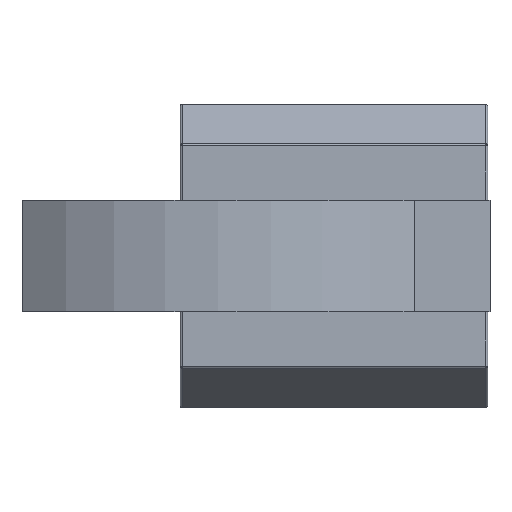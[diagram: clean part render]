
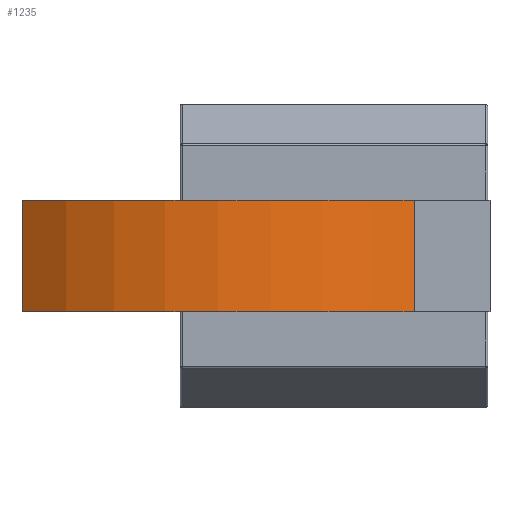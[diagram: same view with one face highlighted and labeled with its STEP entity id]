
A CAD part, front view. The second image highlights one B-rep face of the part: STEP entity #1235.
In plain terms, the highlighted cylindrical face has radius 13.857 mm (diameter 27.714 mm), a partial arc.
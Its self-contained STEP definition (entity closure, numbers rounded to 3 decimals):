
#127 = CARTESIAN_POINT ( 'NONE',  ( -20.896, 0.008, -6.9 ) ) ;
#128 = DIRECTION ( 'NONE',  ( 0., 0., 1. ) ) ;
#153 = ORIENTED_EDGE ( 'NONE', *, *, #575, .F. ) ;
#159 = ORIENTED_EDGE ( 'NONE', *, *, #481, .T. ) ;
#160 = ORIENTED_EDGE ( 'NONE', *, *, #561, .F. ) ;
#221 = VERTEX_POINT ( 'NONE', #309 ) ;
#223 = VERTEX_POINT ( 'NONE', #311 ) ;
#226 = VERTEX_POINT ( 'NONE', #314 ) ;
#227 = VERTEX_POINT ( 'NONE', #315 ) ;
#309 = CARTESIAN_POINT ( 'NONE',  ( -20.896, 0.008, -9.4 ) ) ;
#311 = CARTESIAN_POINT ( 'NONE',  ( -20.896, 0.008, -4.4 ) ) ;
#314 = CARTESIAN_POINT ( 'NONE',  ( -3.296, -0.101, -4.4 ) ) ;
#315 = CARTESIAN_POINT ( 'NONE',  ( -3.296, -0.101, -9.4 ) ) ;
#342 = AXIS2_PLACEMENT_3D ( 'NONE', #1103, #1104, #1105 ) ;
#481 = EDGE_CURVE ( 'NONE', #226, #223, #1409, .T. ) ;
#489 = AXIS2_PLACEMENT_3D ( 'NONE', #1226, #1227, #1228 ) ;
#538 = AXIS2_PLACEMENT_3D ( 'NONE', #926, #927, #928 ) ;
#561 = EDGE_CURVE ( 'NONE', #221, #223, #1319, .T. ) ;
#575 = EDGE_CURVE ( 'NONE', #227, #221, #1346, .T. ) ;
#584 = EDGE_CURVE ( 'NONE', #226, #227, #1360, .T. ) ;
#685 = EDGE_LOOP ( 'NONE', ( #694, #159, #160, #153 ) ) ;
#694 = ORIENTED_EDGE ( 'NONE', *, *, #584, .F. ) ;
#906 = FACE_OUTER_BOUND ( 'NONE', #685, .T. ) ;
#907 = CYLINDRICAL_SURFACE ( 'NONE', #342, 13.857 ) ;
#926 = CARTESIAN_POINT ( 'NONE',  ( -12.03, 10.657, -9.4 ) ) ;
#927 = DIRECTION ( 'NONE',  ( 0., 0., -1. ) ) ;
#928 = DIRECTION ( 'NONE',  ( -1., 0., 0. ) ) ;
#947 = CARTESIAN_POINT ( 'NONE',  ( -3.296, -0.101, -6.9 ) ) ;
#948 = DIRECTION ( 'NONE',  ( 0., 0., -1. ) ) ;
#1103 = CARTESIAN_POINT ( 'NONE',  ( -12.03, 10.657, -4.4 ) ) ;
#1104 = DIRECTION ( 'NONE',  ( 0., 0., -1. ) ) ;
#1105 = DIRECTION ( 'NONE',  ( -1., 0., 0. ) ) ;
#1226 = CARTESIAN_POINT ( 'NONE',  ( -12.03, 10.657, -4.4 ) ) ;
#1227 = DIRECTION ( 'NONE',  ( 0., 0., -1. ) ) ;
#1228 = DIRECTION ( 'NONE',  ( -1., 0., 0. ) ) ;
#1235 = ADVANCED_FACE ( 'NONE', ( #906 ), #907, .T. ) ;
#1319 = LINE ( 'NONE', #127, #1321 ) ;
#1321 = VECTOR ( 'NONE', #128, 1000. ) ;
#1346 = CIRCLE ( 'NONE', #538, 13.857 ) ;
#1360 = LINE ( 'NONE', #947, #1361 ) ;
#1361 = VECTOR ( 'NONE', #948, 1000. ) ;
#1409 = CIRCLE ( 'NONE', #489, 13.857 ) ;
